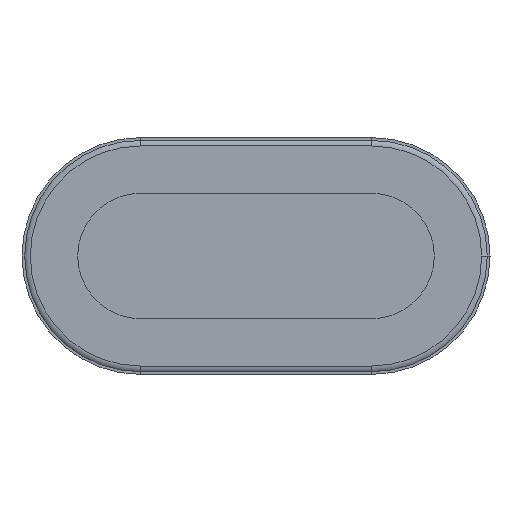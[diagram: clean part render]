
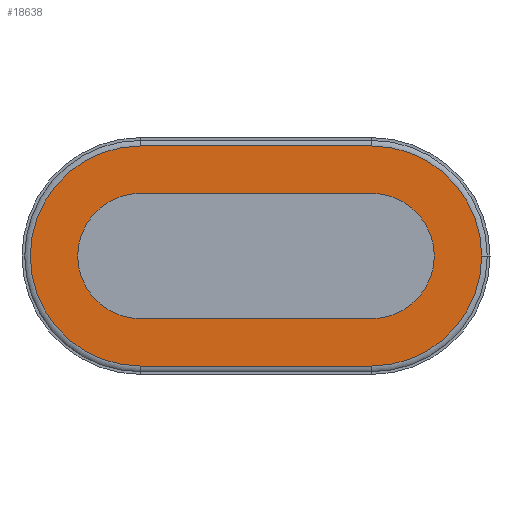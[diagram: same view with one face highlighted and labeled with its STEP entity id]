
A CAD part, front view. The second image highlights one B-rep face of the part: STEP entity #18638.
In plain terms, the highlighted planar face has unit normal (0, -1, 0).
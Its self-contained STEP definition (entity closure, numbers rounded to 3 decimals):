
#72 = EDGE_CURVE ( 'NONE', #9348, #32542, #21467, .T. ) ;
#221 = CARTESIAN_POINT ( 'NONE',  ( 8.1, -20.251, 0. ) ) ;
#312 = CARTESIAN_POINT ( 'NONE',  ( -6.4, -20.251, 0. ) ) ;
#333 = VERTEX_POINT ( 'NONE', #31540 ) ;
#1574 = CARTESIAN_POINT ( 'NONE',  ( 4.15, -20.251, -3.95 ) ) ;
#1834 = VERTEX_POINT ( 'NONE', #5083 ) ;
#2055 = VECTOR ( 'NONE', #25540, 1000. ) ;
#2232 = DIRECTION ( 'NONE',  ( 1., 0., 0. ) ) ;
#2279 = DIRECTION ( 'NONE',  ( 1., 0., 0. ) ) ;
#2886 = AXIS2_PLACEMENT_3D ( 'NONE', #8991, #29616, #11954 ) ;
#2980 = CARTESIAN_POINT ( 'NONE',  ( 4.15, -20.251, 0. ) ) ;
#3544 = VERTEX_POINT ( 'NONE', #221 ) ;
#3620 = VERTEX_POINT ( 'NONE', #12471 ) ;
#4020 = DIRECTION ( 'NONE',  ( 0., -1., 0. ) ) ;
#4492 = CIRCLE ( 'NONE', #2886, 2.25 ) ;
#5083 = CARTESIAN_POINT ( 'NONE',  ( -4.15, -20.251, 2.25 ) ) ;
#5951 = DIRECTION ( 'NONE',  ( 1., 0., 0. ) ) ;
#6426 = DIRECTION ( 'NONE',  ( -1., 0., 0. ) ) ;
#7311 = EDGE_CURVE ( 'NONE', #3544, #333, #34862, .T. ) ;
#7751 = CARTESIAN_POINT ( 'NONE',  ( -4.15, -20.251, 3.95 ) ) ;
#8613 = DIRECTION ( 'NONE',  ( 0., -1., 0. ) ) ;
#8991 = CARTESIAN_POINT ( 'NONE',  ( -4.15, -20.251, 0. ) ) ;
#9002 = CARTESIAN_POINT ( 'NONE',  ( -4.15, -20.251, 0. ) ) ;
#9102 = LINE ( 'NONE', #31676, #23864 ) ;
#9348 = VERTEX_POINT ( 'NONE', #7751 ) ;
#10379 = ORIENTED_EDGE ( 'NONE', *, *, #11365, .F. ) ;
#10904 = EDGE_CURVE ( 'NONE', #31736, #3620, #9102, .T. ) ;
#11116 = VERTEX_POINT ( 'NONE', #33206 ) ;
#11365 = EDGE_CURVE ( 'NONE', #1834, #19976, #13153, .T. ) ;
#11954 = DIRECTION ( 'NONE',  ( 1., 0., 0. ) ) ;
#11962 = DIRECTION ( 'NONE',  ( 1., 0., 0. ) ) ;
#12163 = AXIS2_PLACEMENT_3D ( 'NONE', #15182, #35818, #18202 ) ;
#12253 = EDGE_CURVE ( 'NONE', #11116, #3544, #17213, .T. ) ;
#12306 = ORIENTED_EDGE ( 'NONE', *, *, #32044, .F. ) ;
#12471 = CARTESIAN_POINT ( 'NONE',  ( 4.15, -20.251, -2.25 ) ) ;
#12729 = ORIENTED_EDGE ( 'NONE', *, *, #19641, .T. ) ;
#13153 = CIRCLE ( 'NONE', #21824, 2.25 ) ;
#13333 = ORIENTED_EDGE ( 'NONE', *, *, #10904, .F. ) ;
#13360 = FACE_BOUND ( 'NONE', #22697, .T. ) ;
#13864 = PLANE ( 'NONE',  #27470 ) ;
#14000 = ORIENTED_EDGE ( 'NONE', *, *, #24848, .T. ) ;
#15182 = CARTESIAN_POINT ( 'NONE',  ( 4.15, -20.251, 0. ) ) ;
#17204 = CARTESIAN_POINT ( 'NONE',  ( -4.15, -20.251, -2.25 ) ) ;
#17213 = CIRCLE ( 'NONE', #12163, 3.95 ) ;
#17773 = CIRCLE ( 'NONE', #36471, 2.25 ) ;
#17852 = ORIENTED_EDGE ( 'NONE', *, *, #7311, .T. ) ;
#18157 = ORIENTED_EDGE ( 'NONE', *, *, #12253, .T. ) ;
#18202 = DIRECTION ( 'NONE',  ( 1., 0., 0. ) ) ;
#18638 = ADVANCED_FACE ( 'NONE', ( #21240, #13360 ), #13864, .T. ) ;
#19320 = DIRECTION ( 'NONE',  ( 1., 0., 0. ) ) ;
#19641 = EDGE_CURVE ( 'NONE', #333, #9348, #32106, .T. ) ;
#19932 = DIRECTION ( 'NONE',  ( 0., -1., 0. ) ) ;
#19976 = VERTEX_POINT ( 'NONE', #312 ) ;
#20505 = EDGE_CURVE ( 'NONE', #3620, #33957, #17773, .T. ) ;
#21240 = FACE_OUTER_BOUND ( 'NONE', #37697, .T. ) ;
#21467 = CIRCLE ( 'NONE', #32166, 3.95 ) ;
#21762 = CARTESIAN_POINT ( 'NONE',  ( -4.15, -20.251, 0. ) ) ;
#21824 = AXIS2_PLACEMENT_3D ( 'NONE', #21762, #4020, #24687 ) ;
#22258 = ORIENTED_EDGE ( 'NONE', *, *, #72, .T. ) ;
#22697 = EDGE_LOOP ( 'NONE', ( #12306, #28830, #13333, #35073, #10379 ) ) ;
#23641 = DIRECTION ( 'NONE',  ( 0., -1., 0. ) ) ;
#23864 = VECTOR ( 'NONE', #2279, 1000. ) ;
#24289 = VECTOR ( 'NONE', #6426, 1000. ) ;
#24687 = DIRECTION ( 'NONE',  ( 1., 0., 0. ) ) ;
#24845 = CARTESIAN_POINT ( 'NONE',  ( -4.15, -20.251, -3.95 ) ) ;
#24848 = EDGE_CURVE ( 'NONE', #32542, #11116, #29981, .T. ) ;
#25406 = CARTESIAN_POINT ( 'NONE',  ( 4.15, -20.251, 2.25 ) ) ;
#25540 = DIRECTION ( 'NONE',  ( -1., 0., 0. ) ) ;
#25557 = EDGE_CURVE ( 'NONE', #19976, #31736, #4492, .T. ) ;
#26303 = CARTESIAN_POINT ( 'NONE',  ( 4.15, -20.251, 0. ) ) ;
#27470 = AXIS2_PLACEMENT_3D ( 'NONE', #37566, #19932, #2232 ) ;
#28830 = ORIENTED_EDGE ( 'NONE', *, *, #20505, .F. ) ;
#29239 = DIRECTION ( 'NONE',  ( 1., 0., 0. ) ) ;
#29616 = DIRECTION ( 'NONE',  ( 0., -1., 0. ) ) ;
#29623 = DIRECTION ( 'NONE',  ( 0., -1., 0. ) ) ;
#29910 = CARTESIAN_POINT ( 'NONE',  ( -4.15, -20.251, 3.95 ) ) ;
#29981 = LINE ( 'NONE', #1574, #36916 ) ;
#30918 = CARTESIAN_POINT ( 'NONE',  ( 4.15, -20.251, 2.25 ) ) ;
#31540 = CARTESIAN_POINT ( 'NONE',  ( 4.15, -20.251, 3.95 ) ) ;
#31676 = CARTESIAN_POINT ( 'NONE',  ( -4.15, -20.251, -2.25 ) ) ;
#31736 = VERTEX_POINT ( 'NONE', #17204 ) ;
#32044 = EDGE_CURVE ( 'NONE', #33957, #1834, #32482, .T. ) ;
#32106 = LINE ( 'NONE', #29910, #24289 ) ;
#32166 = AXIS2_PLACEMENT_3D ( 'NONE', #9002, #29623, #11962 ) ;
#32482 = LINE ( 'NONE', #30918, #2055 ) ;
#32542 = VERTEX_POINT ( 'NONE', #24845 ) ;
#33206 = CARTESIAN_POINT ( 'NONE',  ( 4.15, -20.251, -3.95 ) ) ;
#33957 = VERTEX_POINT ( 'NONE', #25406 ) ;
#34186 = AXIS2_PLACEMENT_3D ( 'NONE', #26303, #8613, #29239 ) ;
#34862 = CIRCLE ( 'NONE', #34186, 3.95 ) ;
#35073 = ORIENTED_EDGE ( 'NONE', *, *, #25557, .F. ) ;
#35818 = DIRECTION ( 'NONE',  ( 0., -1., 0. ) ) ;
#36471 = AXIS2_PLACEMENT_3D ( 'NONE', #2980, #23641, #5951 ) ;
#36916 = VECTOR ( 'NONE', #19320, 1000. ) ;
#37566 = CARTESIAN_POINT ( 'NONE',  ( 4.15, -20.251, 0. ) ) ;
#37697 = EDGE_LOOP ( 'NONE', ( #12729, #22258, #14000, #18157, #17852 ) ) ;
